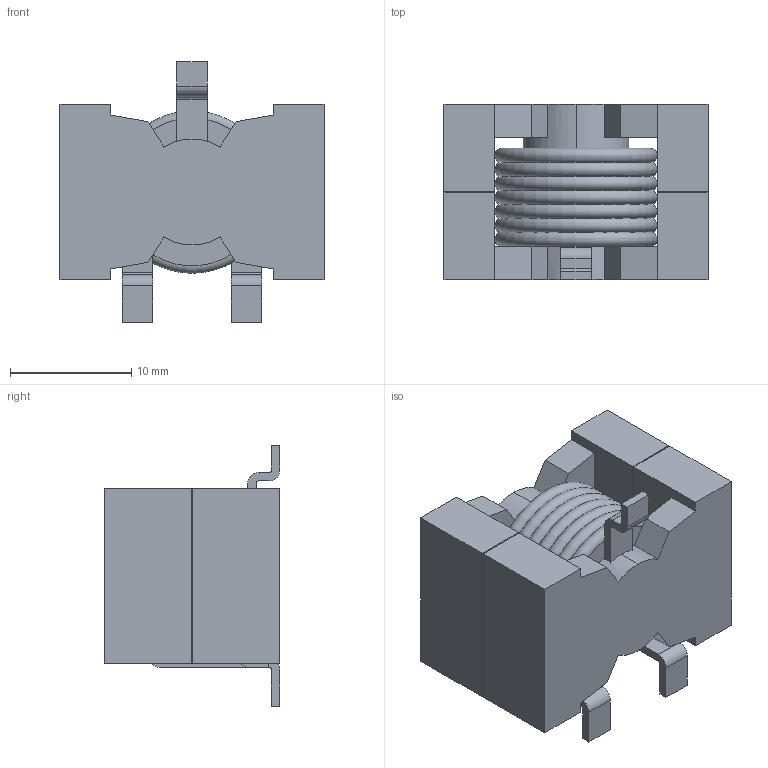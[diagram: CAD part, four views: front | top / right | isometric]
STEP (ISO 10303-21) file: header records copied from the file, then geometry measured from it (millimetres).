
FILE_DESCRIPTION (( 'STEP AP214' ), '1' );
FILE_NAME ('7443633300.STEP', '2024-02-10T16:20:07', ( '' ), ( '' ), 'SwSTEP 2.0', 'SolidWorks 2021', '' );
FILE_SCHEMA (( 'AUTOMOTIVE_DESIGN' ));
Length unit declared in the file: millimetre
Products named in the file (1): 7443633300
Bounding box: 21.8 x 14.5 x 21.5 mm (x, y, z)
Volume: 3740.1 mm3; surface area: 3064.2 mm2
Topology: 5 solids, 5 shells, 133 faces, 339 edges, 212 vertices
Faces by surface type: plane 97, cylinder 18, torus 14, cone 4
Entity records: 4069 total; most frequent: CARTESIAN_POINT 723, DIRECTION 685, ORIENTED_EDGE 678, EDGE_CURVE 339, VECTOR 249, LINE 249, AXIS2_PLACEMENT_3D 218, VERTEX_POINT 212
